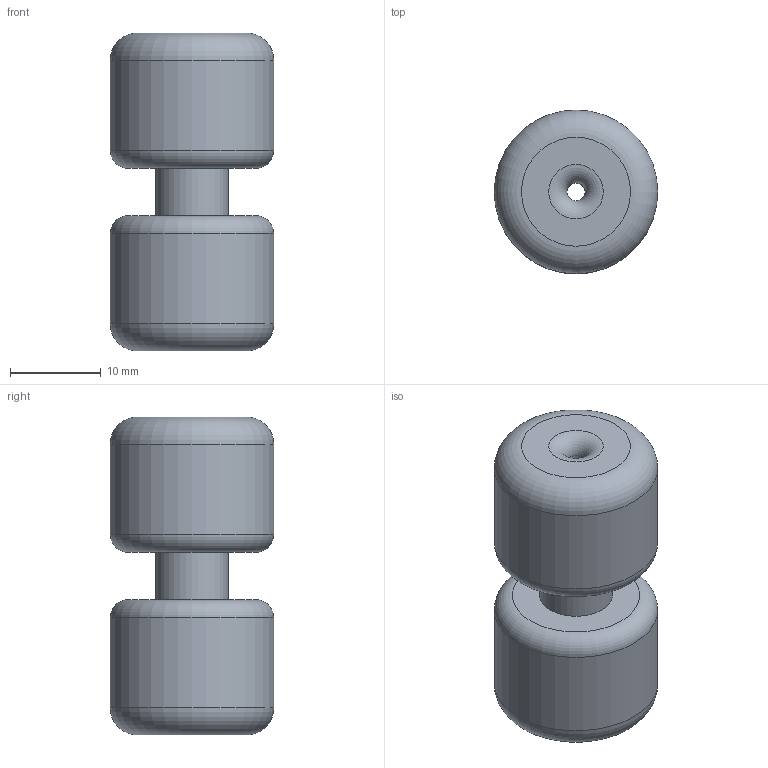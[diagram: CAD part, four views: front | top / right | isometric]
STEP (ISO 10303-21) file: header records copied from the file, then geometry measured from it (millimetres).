
FILE_DESCRIPTION(/* description */ (''),/* implementation_level */ '2;1');
FILE_NAME(/* name */ 'натяжитель v3.step',/* time_stamp */ '2022-03-13T18:57:29+03:00',/* author */ (''),/* organization */ (''),/* preprocessor_version */ 'ST-DEVELOPER v18.1',/* originating_system */ 'Autodesk Translation Framework v10.13.0.1454',/* authorisation */ '');
FILE_SCHEMA (('AUTOMOTIVE_DESIGN { 1 0 10303 214 3 1 1 }'));
Length unit declared in the file: millimetre
Products named in the file (1): натяжитель
Bounding box: 18 x 18 x 35 mm (x, y, z)
Volume: 7424.6 mm3; surface area: 2685.3 mm2
Topology: 1 solids, 1 shells, 14 faces, 27 edges, 17 vertices
Faces by surface type: torus 6, cylinder 4, plane 4
Full cylindrical faces by diameter (mm): 2 x1, 8 x1, 18 x2
Entity records: 407 total; most frequent: DIRECTION 80, CARTESIAN_POINT 59, ORIENTED_EDGE 54, AXIS2_PLACEMENT_3D 38, EDGE_CURVE 27, CIRCLE 23, EDGE_LOOP 18, VERTEX_POINT 17
